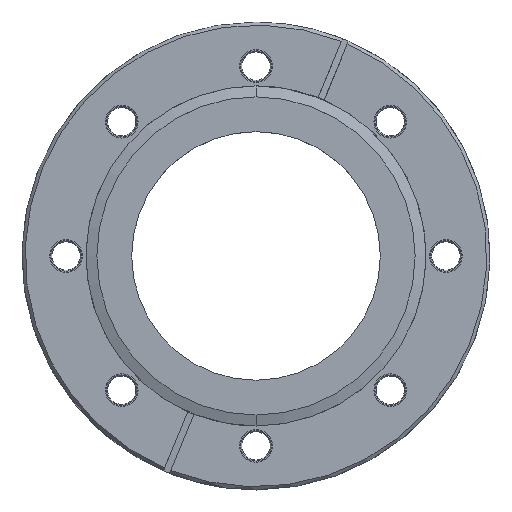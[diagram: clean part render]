
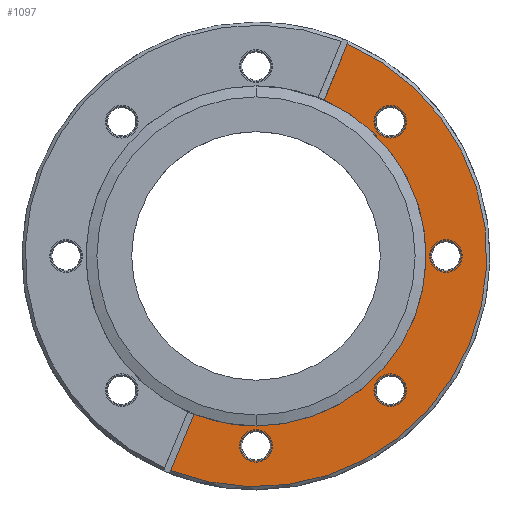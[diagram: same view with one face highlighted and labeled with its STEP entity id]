
A CAD part, top view. The second image highlights one B-rep face of the part: STEP entity #1097.
In plain terms, the highlighted planar face has unit normal (0, 0, 1).
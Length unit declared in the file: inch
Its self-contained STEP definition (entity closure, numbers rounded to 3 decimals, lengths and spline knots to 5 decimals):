
#2=DIRECTION('',(-0.383,-0.924,0.));
#3=VECTOR('',#2,0.58008);
#4=CARTESIAN_POINT('',(-0.59287,-1.51299,0.));
#5=LINE('',#4,#3);
#6=CARTESIAN_POINT('',(0.,0.,0.));
#7=DIRECTION('',(0.,0.,1.));
#8=DIRECTION('',(-0.365,-0.931,0.));
#9=AXIS2_PLACEMENT_3D('',#6,#7,#8);
#11=CARTESIAN_POINT('',(0.,0.,0.));
#12=DIRECTION('',(0.,0.,1.));
#13=DIRECTION('',(0.,-1.,0.));
#14=AXIS2_PLACEMENT_3D('',#11,#12,#13);
#16=DIRECTION('',(-0.383,-0.924,0.));
#17=VECTOR('',#16,0.58008);
#18=CARTESIAN_POINT('',(0.8726,2.02499,0.));
#19=LINE('',#18,#17);
#180=CARTESIAN_POINT('',(0.,0.,0.));
#181=DIRECTION('',(0.,0.,1.));
#182=DIRECTION('',(-0.37,-0.929,0.));
#183=AXIS2_PLACEMENT_3D('',#180,#181,#182);
#424=CARTESIAN_POINT('',(1.28269,1.28269,0.));
#425=DIRECTION('',(0.,0.,-1.));
#426=DIRECTION('',(1.,0.,0.));
#427=AXIS2_PLACEMENT_3D('',#424,#425,#426);
#442=CARTESIAN_POINT('',(1.28269,1.28269,0.));
#443=DIRECTION('',(0.,0.,-1.));
#444=DIRECTION('',(-1.,0.,0.));
#445=AXIS2_PLACEMENT_3D('',#442,#443,#444);
#488=CARTESIAN_POINT('',(1.814,0.,0.));
#489=DIRECTION('',(0.,0.,-1.));
#490=DIRECTION('',(1.,0.,0.));
#491=AXIS2_PLACEMENT_3D('',#488,#489,#490);
#506=CARTESIAN_POINT('',(1.814,0.,0.));
#507=DIRECTION('',(0.,0.,-1.));
#508=DIRECTION('',(-1.,0.,0.));
#509=AXIS2_PLACEMENT_3D('',#506,#507,#508);
#552=CARTESIAN_POINT('',(1.28269,-1.28269,0.));
#553=DIRECTION('',(0.,0.,-1.));
#554=DIRECTION('',(1.,0.,0.));
#555=AXIS2_PLACEMENT_3D('',#552,#553,#554);
#570=CARTESIAN_POINT('',(1.28269,-1.28269,0.));
#571=DIRECTION('',(0.,0.,-1.));
#572=DIRECTION('',(-1.,0.,0.));
#573=AXIS2_PLACEMENT_3D('',#570,#571,#572);
#616=CARTESIAN_POINT('',(0.,-1.814,0.));
#617=DIRECTION('',(0.,0.,-1.));
#618=DIRECTION('',(1.,0.,0.));
#619=AXIS2_PLACEMENT_3D('',#616,#617,#618);
#634=CARTESIAN_POINT('',(0.,-1.814,0.));
#635=DIRECTION('',(0.,0.,-1.));
#636=DIRECTION('',(-1.,0.,0.));
#637=AXIS2_PLACEMENT_3D('',#634,#635,#636);
#854=CARTESIAN_POINT('',(0.,-1.625,0.));
#855=VERTEX_POINT('',#854);
#904=CARTESIAN_POINT('',(1.13669,1.28269,0.));
#905=CARTESIAN_POINT('',(1.42869,1.28269,0.));
#906=VERTEX_POINT('',#904);
#907=VERTEX_POINT('',#905);
#920=CARTESIAN_POINT('',(1.668,0.,0.));
#921=CARTESIAN_POINT('',(1.96,0.,0.));
#922=VERTEX_POINT('',#920);
#923=VERTEX_POINT('',#921);
#936=CARTESIAN_POINT('',(1.13669,-1.28269,0.));
#937=CARTESIAN_POINT('',(1.42869,-1.28269,0.));
#938=VERTEX_POINT('',#936);
#939=VERTEX_POINT('',#937);
#952=CARTESIAN_POINT('',(-0.146,-1.814,0.));
#953=CARTESIAN_POINT('',(0.146,-1.814,0.));
#954=VERTEX_POINT('',#952);
#955=VERTEX_POINT('',#953);
#1016=CARTESIAN_POINT('',(0.8726,2.02499,0.));
#1017=CARTESIAN_POINT('',(0.65062,1.48907,0.));
#1018=VERTEX_POINT('',#1016);
#1019=VERTEX_POINT('',#1017);
#1036=CARTESIAN_POINT('',(-0.59287,-1.51299,0.));
#1037=CARTESIAN_POINT('',(-0.81486,-2.04891,0.));
#1038=VERTEX_POINT('',#1036);
#1039=VERTEX_POINT('',#1037);
#1056=CARTESIAN_POINT('',(0.,0.,0.));
#1057=DIRECTION('',(0.,0.,-1.));
#1058=DIRECTION('',(0.,-1.,0.));
#1059=AXIS2_PLACEMENT_3D('',#1056,#1057,#1058);
#1060=PLANE('',#1059);
#1062=ORIENTED_EDGE('',*,*,#1061,.F.);
#1064=ORIENTED_EDGE('',*,*,#1063,.T.);
#1066=ORIENTED_EDGE('',*,*,#1065,.T.);
#1068=ORIENTED_EDGE('',*,*,#1067,.F.);
#1070=ORIENTED_EDGE('',*,*,#1069,.F.);
#1071=EDGE_LOOP('',(#1062,#1064,#1066,#1068,#1070));
#1072=FACE_OUTER_BOUND('',#1071,.F.);
#1074=ORIENTED_EDGE('',*,*,#1073,.F.);
#1076=ORIENTED_EDGE('',*,*,#1075,.F.);
#1077=EDGE_LOOP('',(#1074,#1076));
#1078=FACE_BOUND('',#1077,.F.);
#1080=ORIENTED_EDGE('',*,*,#1079,.F.);
#1082=ORIENTED_EDGE('',*,*,#1081,.F.);
#1083=EDGE_LOOP('',(#1080,#1082));
#1084=FACE_BOUND('',#1083,.F.);
#1086=ORIENTED_EDGE('',*,*,#1085,.F.);
#1088=ORIENTED_EDGE('',*,*,#1087,.F.);
#1089=EDGE_LOOP('',(#1086,#1088));
#1090=FACE_BOUND('',#1089,.F.);
#1092=ORIENTED_EDGE('',*,*,#1091,.F.);
#1094=ORIENTED_EDGE('',*,*,#1093,.F.);
#1095=EDGE_LOOP('',(#1092,#1094));
#1096=FACE_BOUND('',#1095,.F.);
#1097=ADVANCED_FACE('',(#1072,#1078,#1084,#1090,#1096),#1060,.F.);
#10=CIRCLE('',#9,1.625);
#15=CIRCLE('',#14,1.625);
#184=CIRCLE('',#183,2.205);
#428=CIRCLE('',#427,0.146);
#446=CIRCLE('',#445,0.146);
#492=CIRCLE('',#491,0.146);
#510=CIRCLE('',#509,0.146);
#556=CIRCLE('',#555,0.146);
#574=CIRCLE('',#573,0.146);
#620=CIRCLE('',#619,0.146);
#638=CIRCLE('',#637,0.146);
#1061=EDGE_CURVE('',#1038,#1039,#5,.T.);
#1063=EDGE_CURVE('',#1038,#855,#10,.T.);
#1065=EDGE_CURVE('',#855,#1019,#15,.T.);
#1067=EDGE_CURVE('',#1018,#1019,#19,.T.);
#1069=EDGE_CURVE('',#1039,#1018,#184,.T.);
#1073=EDGE_CURVE('',#906,#907,#446,.T.);
#1075=EDGE_CURVE('',#907,#906,#428,.T.);
#1079=EDGE_CURVE('',#922,#923,#510,.T.);
#1081=EDGE_CURVE('',#923,#922,#492,.T.);
#1085=EDGE_CURVE('',#938,#939,#574,.T.);
#1087=EDGE_CURVE('',#939,#938,#556,.T.);
#1091=EDGE_CURVE('',#954,#955,#638,.T.);
#1093=EDGE_CURVE('',#955,#954,#620,.T.);
